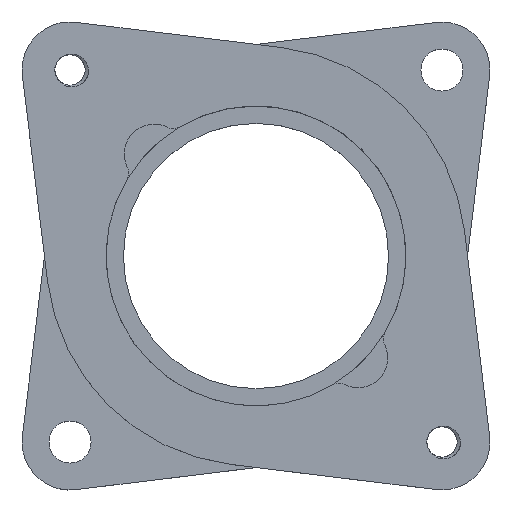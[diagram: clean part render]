
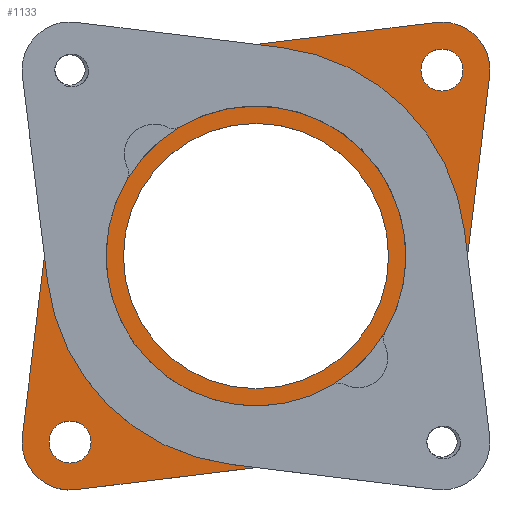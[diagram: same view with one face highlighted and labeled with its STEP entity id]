
A CAD part, top view. The second image highlights one B-rep face of the part: STEP entity #1133.
In plain terms, the highlighted planar face has unit normal (0, 0, 1).
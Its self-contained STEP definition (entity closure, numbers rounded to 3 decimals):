
#86=FACE_BOUND('',#191,.T.);
#87=FACE_BOUND('',#192,.T.);
#88=FACE_BOUND('',#193,.T.);
#104=PLANE('',#1249);
#127=FACE_OUTER_BOUND('',#190,.T.);
#190=EDGE_LOOP('',(#781,#782,#783,#784,#785,#786,#787,#788));
#191=EDGE_LOOP('',(#789));
#192=EDGE_LOOP('',(#790));
#193=EDGE_LOOP('',(#791));
#261=LINE('',#1713,#326);
#265=LINE('',#1725,#330);
#269=LINE('',#1737,#334);
#273=LINE('',#1749,#338);
#326=VECTOR('',#1384,10.);
#330=VECTOR('',#1396,10.);
#334=VECTOR('',#1408,10.);
#338=VECTOR('',#1420,10.);
#386=CIRCLE('',#1225,11.05);
#388=CIRCLE('',#1228,1.75);
#390=CIRCLE('',#1231,1.75);
#393=CIRCLE('',#1236,17.5);
#395=CIRCLE('',#1240,4.);
#397=CIRCLE('',#1244,17.5);
#399=CIRCLE('',#1248,4.);
#452=VERTEX_POINT('',#1689);
#454=VERTEX_POINT('',#1695);
#456=VERTEX_POINT('',#1701);
#460=VERTEX_POINT('',#1710);
#461=VERTEX_POINT('',#1712);
#463=VERTEX_POINT('',#1718);
#465=VERTEX_POINT('',#1724);
#467=VERTEX_POINT('',#1730);
#469=VERTEX_POINT('',#1736);
#471=VERTEX_POINT('',#1742);
#473=VERTEX_POINT('',#1748);
#566=EDGE_CURVE('',#452,#452,#386,.T.);
#569=EDGE_CURVE('',#454,#454,#388,.T.);
#572=EDGE_CURVE('',#456,#456,#390,.T.);
#577=EDGE_CURVE('',#461,#460,#261,.T.);
#580=EDGE_CURVE('',#463,#461,#393,.T.);
#583=EDGE_CURVE('',#465,#463,#265,.T.);
#586=EDGE_CURVE('',#467,#465,#395,.T.);
#589=EDGE_CURVE('',#469,#467,#269,.T.);
#592=EDGE_CURVE('',#471,#469,#397,.T.);
#595=EDGE_CURVE('',#473,#471,#273,.T.);
#598=EDGE_CURVE('',#460,#473,#399,.T.);
#781=ORIENTED_EDGE('',*,*,#598,.T.);
#782=ORIENTED_EDGE('',*,*,#595,.T.);
#783=ORIENTED_EDGE('',*,*,#592,.T.);
#784=ORIENTED_EDGE('',*,*,#589,.T.);
#785=ORIENTED_EDGE('',*,*,#586,.T.);
#786=ORIENTED_EDGE('',*,*,#583,.T.);
#787=ORIENTED_EDGE('',*,*,#580,.T.);
#788=ORIENTED_EDGE('',*,*,#577,.T.);
#789=ORIENTED_EDGE('',*,*,#572,.T.);
#790=ORIENTED_EDGE('',*,*,#569,.T.);
#791=ORIENTED_EDGE('',*,*,#566,.T.);
#1133=ADVANCED_FACE('',(#127,#86,#87,#88),#104,.T.);
#1225=AXIS2_PLACEMENT_3D('',#1690,#1361,#1362);
#1228=AXIS2_PLACEMENT_3D('',#1696,#1368,#1369);
#1231=AXIS2_PLACEMENT_3D('',#1702,#1375,#1376);
#1236=AXIS2_PLACEMENT_3D('',#1719,#1390,#1391);
#1240=AXIS2_PLACEMENT_3D('',#1731,#1402,#1403);
#1244=AXIS2_PLACEMENT_3D('',#1743,#1414,#1415);
#1248=AXIS2_PLACEMENT_3D('',#1753,#1426,#1427);
#1249=AXIS2_PLACEMENT_3D('',#1754,#1428,#1429);
#1361=DIRECTION('center_axis',(0.,0.,-1.));
#1362=DIRECTION('ref_axis',(1.,0.,0.));
#1368=DIRECTION('center_axis',(0.,0.,-1.));
#1369=DIRECTION('ref_axis',(1.,0.,0.));
#1375=DIRECTION('center_axis',(0.,0.,-1.));
#1376=DIRECTION('ref_axis',(1.,0.,0.));
#1384=DIRECTION('',(0.122,0.993,0.));
#1390=DIRECTION('center_axis',(0.,0.,1.));
#1391=DIRECTION('ref_axis',(1.,0.,0.));
#1396=DIRECTION('',(0.993,0.122,0.));
#1402=DIRECTION('center_axis',(0.,0.,1.));
#1403=DIRECTION('ref_axis',(1.,0.,0.));
#1408=DIRECTION('',(-0.122,-0.993,0.));
#1414=DIRECTION('center_axis',(0.,0.,1.));
#1415=DIRECTION('ref_axis',(1.,0.,0.));
#1420=DIRECTION('',(-0.993,-0.122,0.));
#1426=DIRECTION('center_axis',(0.,0.,1.));
#1427=DIRECTION('ref_axis',(1.,0.,0.));
#1428=DIRECTION('center_axis',(0.,0.,1.));
#1429=DIRECTION('ref_axis',(1.,0.,0.));
#1689=CARTESIAN_POINT('',(-11.05,0.,1.6));
#1690=CARTESIAN_POINT('Origin',(0.,0.,1.6));
#1695=CARTESIAN_POINT('',(13.75,15.5,1.6));
#1696=CARTESIAN_POINT('Origin',(15.5,15.5,1.6));
#1701=CARTESIAN_POINT('',(-17.25,-15.5,1.6));
#1702=CARTESIAN_POINT('Origin',(-15.5,-15.5,1.6));
#1710=CARTESIAN_POINT('',(19.47,15.014,1.6));
#1712=CARTESIAN_POINT('',(17.37,-2.128,1.6));
#1713=CARTESIAN_POINT('',(19.47,15.014,1.6));
#1718=CARTESIAN_POINT('',(2.128,-17.37,1.6));
#1719=CARTESIAN_POINT('Origin',(0.,0.,1.6));
#1724=CARTESIAN_POINT('',(-15.014,-19.47,1.6));
#1725=CARTESIAN_POINT('',(2.128,-17.37,1.6));
#1730=CARTESIAN_POINT('',(-19.47,-15.014,1.6));
#1731=CARTESIAN_POINT('Origin',(-15.5,-15.5,1.6));
#1736=CARTESIAN_POINT('',(-17.37,2.128,1.6));
#1737=CARTESIAN_POINT('',(-19.47,-15.014,1.6));
#1742=CARTESIAN_POINT('',(-2.128,17.37,1.6));
#1743=CARTESIAN_POINT('Origin',(0.,0.,1.6));
#1748=CARTESIAN_POINT('',(15.014,19.47,1.6));
#1749=CARTESIAN_POINT('',(-2.128,17.37,1.6));
#1753=CARTESIAN_POINT('Origin',(15.5,15.5,1.6));
#1754=CARTESIAN_POINT('Origin',(0.,0.,
1.6));
